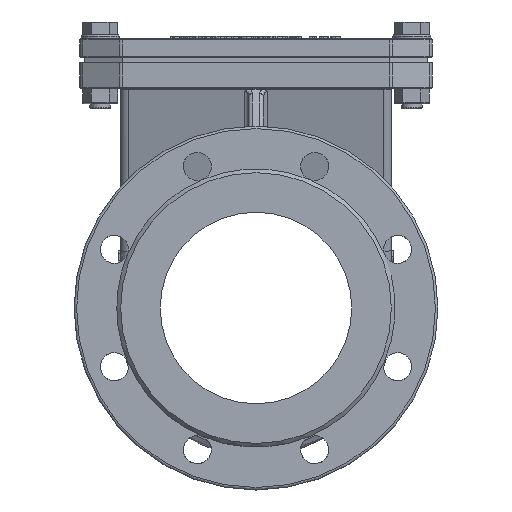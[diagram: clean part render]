
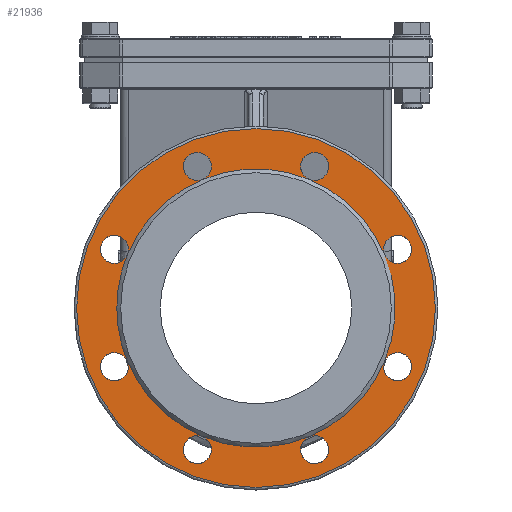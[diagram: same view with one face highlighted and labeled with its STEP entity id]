
A CAD part, front view. The second image highlights one B-rep face of the part: STEP entity #21936.
In plain terms, the highlighted planar face has unit normal (0, -1, 0).
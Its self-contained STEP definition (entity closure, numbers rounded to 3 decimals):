
#529=CIRCLE('',#23145,140.5);
#531=CIRCLE('',#23149,109.);
#532=CIRCLE('',#23150,11.);
#533=CIRCLE('',#23151,109.);
#534=CIRCLE('',#23152,11.);
#535=CIRCLE('',#23153,109.);
#536=CIRCLE('',#23154,11.);
#537=CIRCLE('',#23155,109.);
#538=CIRCLE('',#23156,11.);
#539=CIRCLE('',#23157,109.);
#540=CIRCLE('',#23158,11.);
#541=CIRCLE('',#23159,109.);
#542=CIRCLE('',#23160,11.);
#543=CIRCLE('',#23161,109.);
#544=CIRCLE('',#23162,11.);
#545=CIRCLE('',#23163,109.);
#546=CIRCLE('',#23164,11.);
#4870=FACE_BOUND('',#7111,.T.);
#5871=FACE_OUTER_BOUND('',#7110,.T.);
#7110=EDGE_LOOP('',(#19569));
#7111=EDGE_LOOP('',(#19570,#19571,#19572,#19573,#19574,#19575,#19576,#19577,
#19578,#19579,#19580,#19581,#19582,#19583,#19584,#19585));
#10337=VERTEX_POINT('',#41967);
#10339=VERTEX_POINT('',#41973);
#10340=VERTEX_POINT('',#41974);
#10341=VERTEX_POINT('',#41977);
#10342=VERTEX_POINT('',#41980);
#10343=VERTEX_POINT('',#41983);
#10344=VERTEX_POINT('',#41986);
#10345=VERTEX_POINT('',#41989);
#10346=VERTEX_POINT('',#41992);
#13472=EDGE_CURVE('',#10337,#10337,#529,.T.);
#13474=EDGE_CURVE('',#10339,#10340,#531,.T.);
#13475=EDGE_CURVE('',#10340,#10340,#532,.T.);
#13476=EDGE_CURVE('',#10340,#10341,#533,.T.);
#13477=EDGE_CURVE('',#10341,#10341,#534,.T.);
#13478=EDGE_CURVE('',#10341,#10342,#535,.T.);
#13479=EDGE_CURVE('',#10342,#10342,#536,.T.);
#13480=EDGE_CURVE('',#10342,#10343,#537,.T.);
#13481=EDGE_CURVE('',#10343,#10343,#538,.T.);
#13482=EDGE_CURVE('',#10343,#10344,#539,.T.);
#13483=EDGE_CURVE('',#10344,#10344,#540,.T.);
#13484=EDGE_CURVE('',#10344,#10345,#541,.T.);
#13485=EDGE_CURVE('',#10345,#10345,#542,.T.);
#13486=EDGE_CURVE('',#10345,#10346,#543,.T.);
#13487=EDGE_CURVE('',#10346,#10346,#544,.T.);
#13488=EDGE_CURVE('',#10346,#10339,#545,.T.);
#13489=EDGE_CURVE('',#10339,#10339,#546,.T.);
#19569=ORIENTED_EDGE('',*,*,#13472,.F.);
#19570=ORIENTED_EDGE('',*,*,#13474,.T.);
#19571=ORIENTED_EDGE('',*,*,#13475,.T.);
#19572=ORIENTED_EDGE('',*,*,#13476,.T.);
#19573=ORIENTED_EDGE('',*,*,#13477,.T.);
#19574=ORIENTED_EDGE('',*,*,#13478,.T.);
#19575=ORIENTED_EDGE('',*,*,#13479,.T.);
#19576=ORIENTED_EDGE('',*,*,#13480,.T.);
#19577=ORIENTED_EDGE('',*,*,#13481,.T.);
#19578=ORIENTED_EDGE('',*,*,#13482,.T.);
#19579=ORIENTED_EDGE('',*,*,#13483,.T.);
#19580=ORIENTED_EDGE('',*,*,#13484,.T.);
#19581=ORIENTED_EDGE('',*,*,#13485,.T.);
#19582=ORIENTED_EDGE('',*,*,#13486,.T.);
#19583=ORIENTED_EDGE('',*,*,#13487,.T.);
#19584=ORIENTED_EDGE('',*,*,#13488,.T.);
#19585=ORIENTED_EDGE('',*,*,#13489,.T.);
#20910=PLANE('',#23148);
#21936=ADVANCED_FACE('',(#5871,#4870),#20910,.T.);
#23145=AXIS2_PLACEMENT_3D('',#41968,#27157,#27158);
#23148=AXIS2_PLACEMENT_3D('',#41972,#27163,#27164);
#23149=AXIS2_PLACEMENT_3D('',#41975,#27165,#27166);
#23150=AXIS2_PLACEMENT_3D('',#41976,#27167,#27168);
#23151=AXIS2_PLACEMENT_3D('',#41978,#27169,#27170);
#23152=AXIS2_PLACEMENT_3D('',#41979,#27171,#27172);
#23153=AXIS2_PLACEMENT_3D('',#41981,#27173,#27174);
#23154=AXIS2_PLACEMENT_3D('',#41982,#27175,#27176);
#23155=AXIS2_PLACEMENT_3D('',#41984,#27177,#27178);
#23156=AXIS2_PLACEMENT_3D('',#41985,#27179,#27180);
#23157=AXIS2_PLACEMENT_3D('',#41987,#27181,#27182);
#23158=AXIS2_PLACEMENT_3D('',#41988,#27183,#27184);
#23159=AXIS2_PLACEMENT_3D('',#41990,#27185,#27186);
#23160=AXIS2_PLACEMENT_3D('',#41991,#27187,#27188);
#23161=AXIS2_PLACEMENT_3D('',#41993,#27189,#27190);
#23162=AXIS2_PLACEMENT_3D('',#41994,#27191,#27192);
#23163=AXIS2_PLACEMENT_3D('',#41995,#27193,#27194);
#23164=AXIS2_PLACEMENT_3D('',#41996,#27195,#27196);
#27157=DIRECTION('center_axis',(0.,1.,0.));
#27158=DIRECTION('ref_axis',(1.,0.,0.));
#27163=DIRECTION('center_axis',(0.,-1.,0.));
#27164=DIRECTION('ref_axis',(0.,0.,-1.));
#27165=DIRECTION('center_axis',(0.,1.,0.));
#27166=DIRECTION('ref_axis',(1.,0.,0.));
#27167=DIRECTION('center_axis',(0.,1.,0.));
#27168=DIRECTION('ref_axis',(0.707,0.,-0.707));
#27169=DIRECTION('center_axis',(0.,1.,0.));
#27170=DIRECTION('ref_axis',(1.,0.,0.));
#27171=DIRECTION('center_axis',(0.,1.,0.));
#27172=DIRECTION('ref_axis',(0.,0.,-1.));
#27173=DIRECTION('center_axis',(0.,1.,0.));
#27174=DIRECTION('ref_axis',(1.,0.,0.));
#27175=DIRECTION('center_axis',(0.,1.,0.));
#27176=DIRECTION('ref_axis',(-0.707,0.,-0.707));
#27177=DIRECTION('center_axis',(0.,1.,0.));
#27178=DIRECTION('ref_axis',(1.,0.,0.));
#27179=DIRECTION('center_axis',(0.,1.,0.));
#27180=DIRECTION('ref_axis',(-1.,0.,0.));
#27181=DIRECTION('center_axis',(0.,1.,0.));
#27182=DIRECTION('ref_axis',(1.,0.,0.));
#27183=DIRECTION('center_axis',(0.,1.,0.));
#27184=DIRECTION('ref_axis',(-0.707,0.,0.707));
#27185=DIRECTION('center_axis',(0.,1.,0.));
#27186=DIRECTION('ref_axis',(1.,0.,0.));
#27187=DIRECTION('center_axis',(0.,1.,0.));
#27188=DIRECTION('ref_axis',(0.,0.,
1.));
#27189=DIRECTION('center_axis',(0.,1.,0.));
#27190=DIRECTION('ref_axis',(1.,0.,0.));
#27191=DIRECTION('center_axis',(0.,1.,0.));
#27192=DIRECTION('ref_axis',(0.707,0.,0.707));
#27193=DIRECTION('center_axis',(0.,1.,0.));
#27194=DIRECTION('ref_axis',(1.,0.,0.));
#27195=DIRECTION('center_axis',(0.,1.,0.));
#27196=DIRECTION('ref_axis',(1.,0.,0.));
#41967=CARTESIAN_POINT('',(-140.5,-197.,0.));
#41968=CARTESIAN_POINT('Origin',(0.,-197.,0.));
#41972=CARTESIAN_POINT('Origin',(-142.5,-197.,0.));
#41973=CARTESIAN_POINT('',(-41.712,-197.,-100.703));
#41974=CARTESIAN_POINT('',(-100.703,-197.,-41.712));
#41975=CARTESIAN_POINT('Origin',(0.,-197.,0.));
#41976=CARTESIAN_POINT('Origin',(-110.866,-197.,-45.922));
#41977=CARTESIAN_POINT('',(-100.703,-197.,41.712));
#41978=CARTESIAN_POINT('Origin',(0.,-197.,0.));
#41979=CARTESIAN_POINT('Origin',(-110.866,-197.,45.922));
#41980=CARTESIAN_POINT('',(-41.712,-197.,100.703));
#41981=CARTESIAN_POINT('Origin',(0.,-197.,0.));
#41982=CARTESIAN_POINT('Origin',(-45.922,-197.,110.866));
#41983=CARTESIAN_POINT('',(41.712,-197.,100.703));
#41984=CARTESIAN_POINT('Origin',(0.,-197.,0.));
#41985=CARTESIAN_POINT('Origin',(45.922,-197.,110.866));
#41986=CARTESIAN_POINT('',(100.703,-197.,41.712));
#41987=CARTESIAN_POINT('Origin',(0.,-197.,0.));
#41988=CARTESIAN_POINT('Origin',(110.866,-197.,45.922));
#41989=CARTESIAN_POINT('',(100.703,-197.,-41.712));
#41990=CARTESIAN_POINT('Origin',(0.,-197.,0.));
#41991=CARTESIAN_POINT('Origin',(110.866,-197.,-45.922));
#41992=CARTESIAN_POINT('',(41.712,-197.,-100.703));
#41993=CARTESIAN_POINT('Origin',(0.,-197.,0.));
#41994=CARTESIAN_POINT('Origin',(45.922,-197.,-110.866));
#41995=CARTESIAN_POINT('Origin',(0.,-197.,0.));
#41996=CARTESIAN_POINT('Origin',(-45.922,-197.,-110.866));
